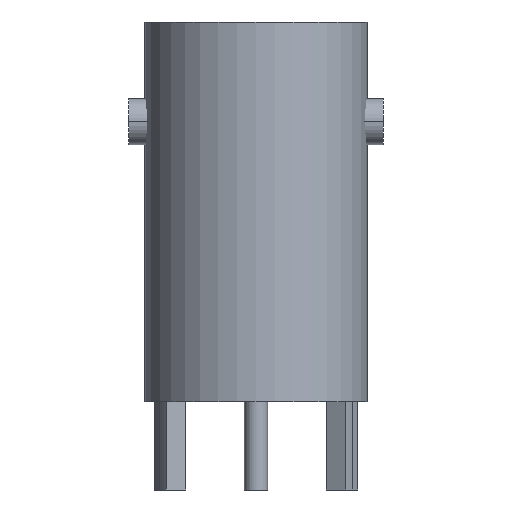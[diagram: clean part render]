
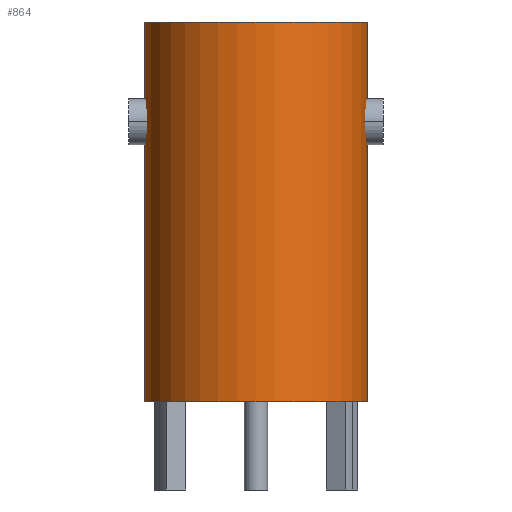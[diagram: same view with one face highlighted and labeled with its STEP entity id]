
A CAD part, front view. The second image highlights one B-rep face of the part: STEP entity #864.
In plain terms, the highlighted cylindrical face has radius 4.8 mm (diameter 9.6 mm), a partial arc.
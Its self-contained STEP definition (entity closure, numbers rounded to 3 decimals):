
#728=CARTESIAN_POINT('',(4.8,0.0,0.6));
#729=VERTEX_POINT('',#728);
#730=CARTESIAN_POINT('',(4.8,0.0,17.0));
#731=VERTEX_POINT('',#730);
#732=CARTESIAN_POINT('',(4.8,0.0,0.6));
#733=DIRECTION('',(0.0,0.0,1.0));
#734=VECTOR('',#733,16.4);
#735=LINE('',#732,#734);
#736=EDGE_CURVE('',#729,#731,#735,.T.);
#738=CARTESIAN_POINT('',(-4.8,0.,0.6));
#739=VERTEX_POINT('',#738);
#747=CARTESIAN_POINT('',(-4.8,0.,17.0));
#748=VERTEX_POINT('',#747);
#749=CARTESIAN_POINT('',(-4.8,0.,17.0));
#750=DIRECTION('',(0.0,0.0,-1.0));
#751=VECTOR('',#750,16.4);
#752=LINE('',#749,#751);
#753=EDGE_CURVE('',#748,#739,#752,.T.);
#841=CARTESIAN_POINT('',(0.0,0.0,0.6));
#842=DIRECTION('',(0.0,0.0,1.0));
#843=DIRECTION('',(1.0,0.0,0.0));
#844=AXIS2_PLACEMENT_3D('',#841,#842,#843);
#845=CYLINDRICAL_SURFACE('',#844,4.8);
#846=ORIENTED_EDGE('',*,*,#736,.T.);
#847=CARTESIAN_POINT('',(0.0,0.0,17.0));
#848=DIRECTION('',(0.0,0.0,-1.0));
#849=DIRECTION('',(1.0,0.0,0.0));
#850=AXIS2_PLACEMENT_3D('',#847,#848,#849);
#851=CIRCLE('',#850,4.8);
#852=EDGE_CURVE('',#731,#748,#851,.T.);
#853=ORIENTED_EDGE('',*,*,#852,.T.);
#854=ORIENTED_EDGE('',*,*,#753,.T.);
#855=CARTESIAN_POINT('',(0.0,0.0,0.6));
#856=DIRECTION('',(0.0,0.0,1.0));
#857=DIRECTION('',(1.0,0.0,0.0));
#858=AXIS2_PLACEMENT_3D('',#855,#856,#857);
#859=CIRCLE('',#858,4.8);
#860=EDGE_CURVE('',#739,#729,#859,.T.);
#861=ORIENTED_EDGE('',*,*,#860,.T.);
#862=EDGE_LOOP('',(#846,#853,#854,#861));
#863=FACE_OUTER_BOUND('',#862,.T.);
#864=ADVANCED_FACE('',(#863),#845,.T.);
